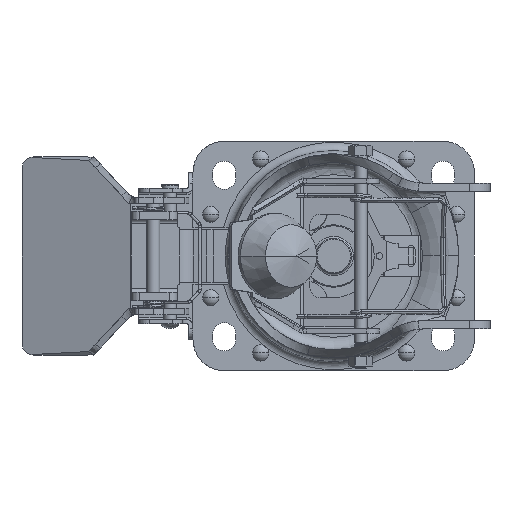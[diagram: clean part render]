
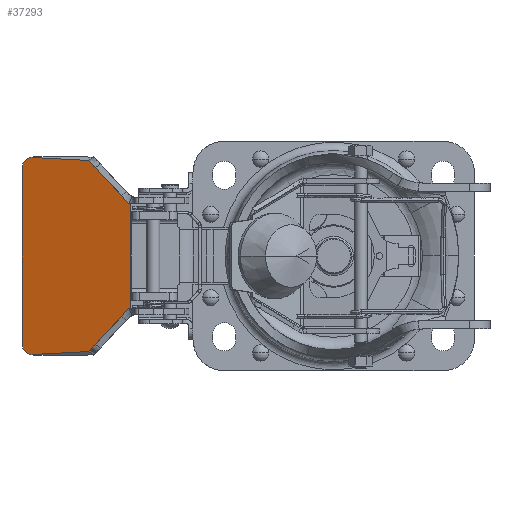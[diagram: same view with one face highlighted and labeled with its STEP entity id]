
A CAD part, front view. The second image highlights one B-rep face of the part: STEP entity #37293.
In plain terms, the highlighted planar face has unit normal (-0.342, -0.94, 0).
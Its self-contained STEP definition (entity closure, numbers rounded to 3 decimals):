
#16 = CARTESIAN_POINT ( 'NONE',  ( -98.298, 27.28, 25.25 ) ) ;
#18 = CARTESIAN_POINT ( 'NONE',  ( -149.014, 45.739, 44.516 ) ) ;
#68 = VECTOR ( 'NONE', #2815, 1000. ) ;
#261 = CARTESIAN_POINT ( 'NONE',  ( -98.026, 27.181, 47.5 ) ) ;
#753 = CARTESIAN_POINT ( 'NONE',  ( -149.526, 45.925, 42.232 ) ) ;
#890 = CARTESIAN_POINT ( 'NONE',  ( -117.66, 34.327, -45.856 ) ) ;
#1932 = CARTESIAN_POINT ( 'NONE',  ( -144.601, 44.133, 47.246 ) ) ;
#2585 = LINE ( 'NONE', #11140, #16487 ) ;
#2690 = CARTESIAN_POINT ( 'NONE',  ( -145.703, 44.534, 47.167 ) ) ;
#2696 = CARTESIAN_POINT ( 'NONE',  ( -144.601, 44.133, -47.246 ) ) ;
#2815 = DIRECTION ( 'NONE',  ( 0.664, -0.242, 0.707 ) ) ;
#2865 = CARTESIAN_POINT ( 'NONE',  ( -145.858, 44.59, 47.132 ) ) ;
#3066 = CARTESIAN_POINT ( 'NONE',  ( -145.239, 44.365, -47.244 ) ) ;
#3254 = LINE ( 'NONE', #11988, #68 ) ;
#3620 = CARTESIAN_POINT ( 'NONE',  ( -117.66, 34.327, -45.856 ) ) ;
#3768 = CARTESIAN_POINT ( 'NONE',  ( -149.494, 45.914, 42.91 ) ) ;
#3866 = EDGE_CURVE ( 'NONE', #10887, #13191, #12405, .T. ) ;
#5085 = ORIENTED_EDGE ( 'NONE', *, *, #32573, .T. ) ;
#5318 = ORIENTED_EDGE ( 'NONE', *, *, #21176, .T. ) ;
#5363 = DIRECTION ( 'NONE',  ( 0.664, -0.242, -0.707 ) ) ;
#5544 = CARTESIAN_POINT ( 'NONE',  ( -146.179, 44.707, -47.051 ) ) ;
#6209 = ORIENTED_EDGE ( 'NONE', *, *, #3866, .T. ) ;
#6686 = CARTESIAN_POINT ( 'NONE',  ( -149.526, 45.925, -42.232 ) ) ;
#7529 = VECTOR ( 'NONE', #34939, 1000. ) ;
#7645 = VERTEX_POINT ( 'NONE', #8877 ) ;
#8070 = FACE_OUTER_BOUND ( 'NONE', #8548, .T. ) ;
#8308 = CARTESIAN_POINT ( 'NONE',  ( -144.601, 44.133, -47.246 ) ) ;
#8436 = EDGE_CURVE ( 'NONE', #20452, #7645, #19945, .T. ) ;
#8548 = EDGE_LOOP ( 'NONE', ( #16891, #5085, #26945, #20717, #32439, #12295, #15908, #5318, #21237, #6209 ) ) ;
#8591 = CARTESIAN_POINT ( 'NONE',  ( -145.871, 44.595, -47.138 ) ) ;
#8654 = VECTOR ( 'NONE', #9662, 1000. ) ;
#8783 = CARTESIAN_POINT ( 'NONE',  ( -148.303, 45.48, -45.626 ) ) ;
#8877 = CARTESIAN_POINT ( 'NONE',  ( -97.529, 27., -25.25 ) ) ;
#8954 = CARTESIAN_POINT ( 'NONE',  ( -146.768, 44.922, -46.807 ) ) ;
#9470 = CARTESIAN_POINT ( 'NONE',  ( -147.841, 45.312, 46.098 ) ) ;
#9662 = DIRECTION ( 'NONE',  ( 0., 0., -1. ) ) ;
#10850 = CARTESIAN_POINT ( 'NONE',  ( -97.529, 27., 25.25 ) ) ;
#10887 = VERTEX_POINT ( 'NONE', #6686 ) ;
#11140 = CARTESIAN_POINT ( 'NONE',  ( -117.66, 34.327, 45.856 ) ) ;
#11249 = CARTESIAN_POINT ( 'NONE',  ( -149.494, 45.914, -42.907 ) ) ;
#11292 = PLANE ( 'NONE',  #13323 ) ;
#11421 = CARTESIAN_POINT ( 'NONE',  ( -149.084, 45.764, 44.365 ) ) ;
#11427 = CARTESIAN_POINT ( 'NONE',  ( -147.053, 45.025, -46.656 ) ) ;
#11861 = DIRECTION ( 'NONE',  ( -0.342, -0.94, 0. ) ) ;
#11988 = CARTESIAN_POINT ( 'NONE',  ( -117.66, 34.327, -45.856 ) ) ;
#12295 = ORIENTED_EDGE ( 'NONE', *, *, #17971, .F. ) ;
#12327 = CARTESIAN_POINT ( 'NONE',  ( -148.861, 45.683, 44.812 ) ) ;
#12405 = B_SPLINE_CURVE_WITH_KNOTS ( 'NONE', 3,
 ( #17309, #25674, #11249, #23195, #22815, #17483, #31549, #37417, #14453, #34773, #8783, #17126, #29066, #26237, #11427, #8954, #28885, #5544, #8591, #3066, #28704, #2696 ),
 .UNSPECIFIED., .F., .F.,
 ( 4, 2, 2, 2, 2, 2, 2, 2, 2, 2, 4 ),
 ( 0., 0.001, 0.002, 0.002, 0.003, 0.004, 0.005, 0.006, 0.006, 0.007, 0.008 ),
 .UNSPECIFIED. ) ;
#13191 = VERTEX_POINT ( 'NONE', #8308 ) ;
#13323 = AXIS2_PLACEMENT_3D ( 'NONE', #261, #11861, #23797 ) ;
#13701 = B_SPLINE_CURVE_WITH_KNOTS ( 'NONE', 3,
 ( #31736, #14271, #17303, #2690, #2865, #26030, #25847, #23190, #17996, #29763, #9470, #14447, #34576, #25666, #12327, #18, #11421, #15149, #31542, #3768, #29570, #37237 ),
 .UNSPECIFIED., .F., .F.,
 ( 4, 2, 2, 2, 2, 2, 2, 2, 2, 2, 4 ),
 ( 0., 0.001, 0.002, 0.002, 0.003, 0.004, 0.005, 0.006, 0.006, 0.007, 0.008 ),
 .UNSPECIFIED. ) ;
#14271 = CARTESIAN_POINT ( 'NONE',  ( -144.921, 44.249, 47.262 ) ) ;
#14281 = EDGE_CURVE ( 'NONE', #28942, #10887, #27630, .T. ) ;
#14447 = CARTESIAN_POINT ( 'NONE',  ( -148.299, 45.479, 45.632 ) ) ;
#14453 = CARTESIAN_POINT ( 'NONE',  ( -148.872, 45.687, -44.809 ) ) ;
#15149 = CARTESIAN_POINT ( 'NONE',  ( -149.27, 45.832, 43.901 ) ) ;
#15908 = ORIENTED_EDGE ( 'NONE', *, *, #34562, .T. ) ;
#15941 = DIRECTION ( 'NONE',  ( -0.939, 0.342, -0.048 ) ) ;
#16487 = VECTOR ( 'NONE', #20409, 1000. ) ;
#16891 = ORIENTED_EDGE ( 'NONE', *, *, #26475, .F. ) ;
#17126 = CARTESIAN_POINT ( 'NONE',  ( -147.846, 45.314, -46.093 ) ) ;
#17303 = CARTESIAN_POINT ( 'NONE',  ( -145.237, 44.364, 47.244 ) ) ;
#17309 = CARTESIAN_POINT ( 'NONE',  ( -149.526, 45.925, -42.232 ) ) ;
#17483 = CARTESIAN_POINT ( 'NONE',  ( -149.267, 45.831, -43.885 ) ) ;
#17680 = LINE ( 'NONE', #16, #7529 ) ;
#17971 = EDGE_CURVE ( 'NONE', #18053, #30367, #19793, .T. ) ;
#17996 = CARTESIAN_POINT ( 'NONE',  ( -147.05, 45.024, 46.668 ) ) ;
#18053 = VERTEX_POINT ( 'NONE', #30009 ) ;
#18423 = LINE ( 'NONE', #3620, #28389 ) ;
#19793 = LINE ( 'NONE', #31366, #19997 ) ;
#19945 = LINE ( 'NONE', #20704, #24715 ) ;
#19997 = VECTOR ( 'NONE', #5363, 1000. ) ;
#20409 = DIRECTION ( 'NONE',  ( -0.939, 0.342, 0.048 ) ) ;
#20452 = VERTEX_POINT ( 'NONE', #20858 ) ;
#20704 = CARTESIAN_POINT ( 'NONE',  ( -98.298, 27.28, -25.25 ) ) ;
#20717 = ORIENTED_EDGE ( 'NONE', *, *, #35407, .F. ) ;
#20858 = CARTESIAN_POINT ( 'NONE',  ( -98.298, 27.28, -25.25 ) ) ;
#21176 = EDGE_CURVE ( 'NONE', #21876, #28942, #13701, .T. ) ;
#21237 = ORIENTED_EDGE ( 'NONE', *, *, #14281, .T. ) ;
#21876 = VERTEX_POINT ( 'NONE', #1932 ) ;
#22119 = CARTESIAN_POINT ( 'NONE',  ( -149.526, 45.925, 42.232 ) ) ;
#22815 = CARTESIAN_POINT ( 'NONE',  ( -149.361, 45.865, -43.563 ) ) ;
#23190 = CARTESIAN_POINT ( 'NONE',  ( -146.766, 44.921, 46.817 ) ) ;
#23195 = CARTESIAN_POINT ( 'NONE',  ( -149.4, 45.879, -43.4 ) ) ;
#23797 = DIRECTION ( 'NONE',  ( -0.94, 0.342, 0. ) ) ;
#24715 = VECTOR ( 'NONE', #26222, 1000. ) ;
#25059 = VECTOR ( 'NONE', #27449, 1000. ) ;
#25469 = VERTEX_POINT ( 'NONE', #10850 ) ;
#25577 = EDGE_CURVE ( 'NONE', #30367, #25469, #17680, .T. ) ;
#25666 = CARTESIAN_POINT ( 'NONE',  ( -148.776, 45.653, 44.958 ) ) ;
#25674 = CARTESIAN_POINT ( 'NONE',  ( -149.526, 45.925, -42.573 ) ) ;
#25847 = CARTESIAN_POINT ( 'NONE',  ( -146.318, 44.758, 46.996 ) ) ;
#26030 = CARTESIAN_POINT ( 'NONE',  ( -146.165, 44.702, 47.047 ) ) ;
#26222 = DIRECTION ( 'NONE',  ( 0.94, -0.342, 0. ) ) ;
#26237 = CARTESIAN_POINT ( 'NONE',  ( -147.193, 45.076, -46.572 ) ) ;
#26475 = EDGE_CURVE ( 'NONE', #34423, #13191, #18423, .T. ) ;
#26945 = ORIENTED_EDGE ( 'NONE', *, *, #8436, .T. ) ;
#27449 = DIRECTION ( 'NONE',  ( 0., 0., -1. ) ) ;
#27630 = LINE ( 'NONE', #22119, #25059 ) ;
#28389 = VECTOR ( 'NONE', #15941, 1000. ) ;
#28704 = CARTESIAN_POINT ( 'NONE',  ( -144.921, 44.249, -47.262 ) ) ;
#28885 = CARTESIAN_POINT ( 'NONE',  ( -146.623, 44.869, -46.874 ) ) ;
#28942 = VERTEX_POINT ( 'NONE', #753 ) ;
#29066 = CARTESIAN_POINT ( 'NONE',  ( -147.597, 45.223, -46.301 ) ) ;
#29570 = CARTESIAN_POINT ( 'NONE',  ( -149.526, 45.925, 42.573 ) ) ;
#29763 = CARTESIAN_POINT ( 'NONE',  ( -147.586, 45.219, 46.31 ) ) ;
#29777 = LINE ( 'NONE', #35638, #8654 ) ;
#30009 = CARTESIAN_POINT ( 'NONE',  ( -117.66, 34.327, 45.856 ) ) ;
#30367 = VERTEX_POINT ( 'NONE', #37362 ) ;
#31366 = CARTESIAN_POINT ( 'NONE',  ( -117.66, 34.327, 45.856 ) ) ;
#31542 = CARTESIAN_POINT ( 'NONE',  ( -149.366, 45.867, 43.576 ) ) ;
#31549 = CARTESIAN_POINT ( 'NONE',  ( -149.211, 45.811, -44.046 ) ) ;
#31736 = CARTESIAN_POINT ( 'NONE',  ( -144.601, 44.133, 47.246 ) ) ;
#32439 = ORIENTED_EDGE ( 'NONE', *, *, #25577, .F. ) ;
#32573 = EDGE_CURVE ( 'NONE', #34423, #20452, #3254, .T. ) ;
#34423 = VERTEX_POINT ( 'NONE', #890 ) ;
#34562 = EDGE_CURVE ( 'NONE', #18053, #21876, #2585, .T. ) ;
#34576 = CARTESIAN_POINT ( 'NONE',  ( -148.504, 45.553, 45.376 ) ) ;
#34773 = CARTESIAN_POINT ( 'NONE',  ( -148.513, 45.557, -45.364 ) ) ;
#34939 = DIRECTION ( 'NONE',  ( 0.94, -0.342, 0. ) ) ;
#35407 = EDGE_CURVE ( 'NONE', #25469, #7645, #29777, .T. ) ;
#35638 = CARTESIAN_POINT ( 'NONE',  ( -97.529, 27., 25.25 ) ) ;
#37237 = CARTESIAN_POINT ( 'NONE',  ( -149.526, 45.925, 42.232 ) ) ;
#37293 = ADVANCED_FACE ( 'NONE', ( #8070 ), #11292, .T. ) ;
#37362 = CARTESIAN_POINT ( 'NONE',  ( -98.298, 27.28, 25.25 ) ) ;
#37417 = CARTESIAN_POINT ( 'NONE',  ( -149.024, 45.743, -44.514 ) ) ;
